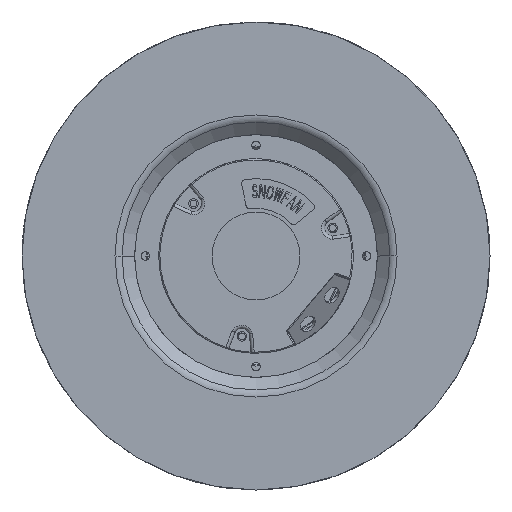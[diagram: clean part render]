
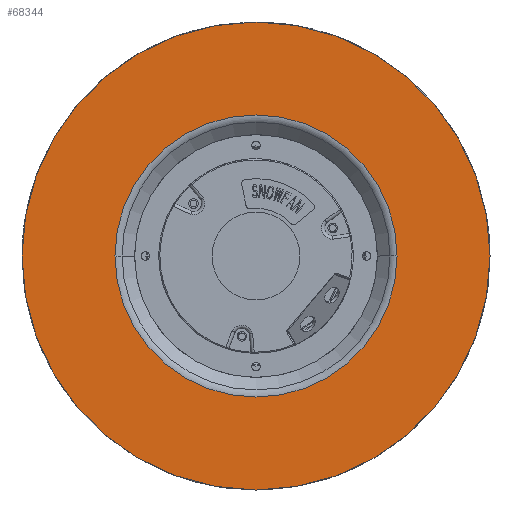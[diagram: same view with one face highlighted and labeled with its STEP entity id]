
A CAD part, front view. The second image highlights one B-rep face of the part: STEP entity #68344.
In plain terms, the highlighted face is planar.
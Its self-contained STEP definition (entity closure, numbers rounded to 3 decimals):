
#65898=CARTESIAN_POINT('',(0.,0.,2.654));
#65899=DIRECTION('',(0.,0.,-1.));
#65900=DIRECTION('',(1.,0.,0.));
#65901=AXIS2_PLACEMENT_3D('',#65898,#65899,#65900);
#65903=CARTESIAN_POINT('',(0.,0.,2.654));
#65904=DIRECTION('',(0.,0.,-1.));
#65905=DIRECTION('',(-1.,0.,0.));
#65906=AXIS2_PLACEMENT_3D('',#65903,#65904,#65905);
#65908=CARTESIAN_POINT('',(0.,0.,2.654));
#65909=DIRECTION('',(0.,0.,1.));
#65910=DIRECTION('',(1.,0.,0.));
#65911=AXIS2_PLACEMENT_3D('',#65908,#65909,#65910);
#65913=CARTESIAN_POINT('',(0.,0.,2.654));
#65914=DIRECTION('',(0.,0.,1.));
#65915=DIRECTION('',(-1.,0.,0.));
#65916=AXIS2_PLACEMENT_3D('',#65913,#65914,#65915);
#67867=CARTESIAN_POINT('',(-110.428,0.,
2.654));
#67868=VERTEX_POINT('',#67867);
#67869=CARTESIAN_POINT('',(110.428,0.,2.654));
#67870=VERTEX_POINT('',#67869);
#68023=CARTESIAN_POINT('',(66.562,0.,2.654));
#68024=CARTESIAN_POINT('',(-66.562,0.,
2.654));
#68025=VERTEX_POINT('',#68023);
#68026=VERTEX_POINT('',#68024);
#68329=CARTESIAN_POINT('',(0.,0.,2.654));
#68330=DIRECTION('',(0.,0.,-1.));
#68331=DIRECTION('',(1.,0.,0.));
#68332=AXIS2_PLACEMENT_3D('',#68329,#68330,#68331);
#68333=PLANE('',#68332);
#68335=ORIENTED_EDGE('',*,*,#68334,.T.);
#68337=ORIENTED_EDGE('',*,*,#68336,.T.);
#68338=EDGE_LOOP('',(#68335,#68337));
#68339=FACE_OUTER_BOUND('',#68338,.F.);
#68340=ORIENTED_EDGE('',*,*,#68308,.T.);
#68341=ORIENTED_EDGE('',*,*,#68324,.T.);
#68342=EDGE_LOOP('',(#68340,#68341));
#68343=FACE_BOUND('',#68342,.F.);
#65902=CIRCLE('',#65901,110.428);
#65907=CIRCLE('',#65906,110.428);
#65912=CIRCLE('',#65911,66.562);
#65917=CIRCLE('',#65916,66.562);
#68308=EDGE_CURVE('',#68025,#68026,#65912,.T.);
#68324=EDGE_CURVE('',#68026,#68025,#65917,.T.);
#68334=EDGE_CURVE('',#67870,#67868,#65902,.T.);
#68336=EDGE_CURVE('',#67868,#67870,#65907,.T.);
#68344=ADVANCED_FACE('',(#68339,#68343),#68333,.F.);
